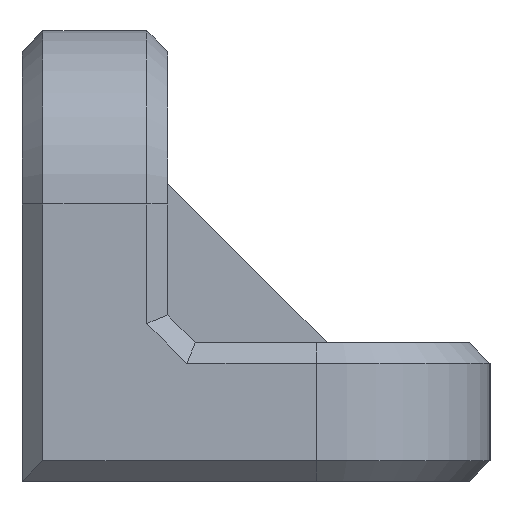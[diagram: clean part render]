
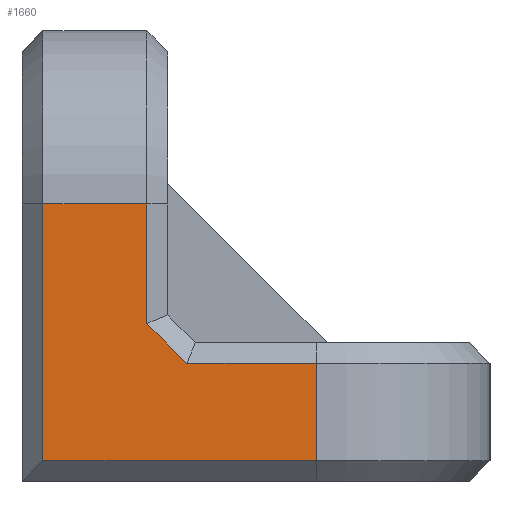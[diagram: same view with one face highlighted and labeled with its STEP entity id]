
A CAD part, left-side view. The second image highlights one B-rep face of the part: STEP entity #1660.
In plain terms, the highlighted planar face has unit normal (-1, 0, 0).
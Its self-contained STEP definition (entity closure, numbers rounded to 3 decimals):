
#292 = PLANE('',#293);
#293 = AXIS2_PLACEMENT_3D('',#294,#295,#296);
#294 = CARTESIAN_POINT('',(-21.7,-0.3,8.));
#295 = DIRECTION('',(-0.707,0.707,0.)
  );
#296 = DIRECTION('',(0.,0.,-1.));
#539 = VERTEX_POINT('',#540);
#540 = CARTESIAN_POINT('',(-22.,-0.6,8.));
#576 = CYLINDRICAL_SURFACE('',#577,5.);
#577 = AXIS2_PLACEMENT_3D('',#578,#579,#580);
#578 = CARTESIAN_POINT('',(-17.,-4.2,8.));
#579 = DIRECTION('',(0.,1.,0.));
#580 = DIRECTION('',(-1.,0.,0.));
#773 = PLANE('',#774);
#774 = AXIS2_PLACEMENT_3D('',#775,#776,#777);
#775 = CARTESIAN_POINT('',(-21.7,0.,0.3));
#776 = DIRECTION('',(-0.707,0.,-0.707)
  );
#777 = DIRECTION('',(0.,1.,0.));
#857 = VERTEX_POINT('',#858);
#858 = CARTESIAN_POINT('',(-22.,-0.6,0.6));
#879 = EDGE_CURVE('',#539,#857,#880,.T.);
#880 = SURFACE_CURVE('',#881,(#885,#892),.PCURVE_S1.);
#881 = LINE('',#882,#883);
#882 = CARTESIAN_POINT('',(-22.,-0.6,8.));
#883 = VECTOR('',#884,1.);
#884 = DIRECTION('',(0.,0.,-1.));
#885 = PCURVE('',#292,#886);
#886 = DEFINITIONAL_REPRESENTATION('',(#887),#891);
#887 = LINE('',#888,#889);
#888 = CARTESIAN_POINT('',(0.,0.424));
#889 = VECTOR('',#890,1.);
#890 = DIRECTION('',(1.,0.));
#891 = ( GEOMETRIC_REPRESENTATION_CONTEXT(2) 
PARAMETRIC_REPRESENTATION_CONTEXT() REPRESENTATION_CONTEXT('2D SPACE',''
  ) );
#892 = PCURVE('',#893,#898);
#893 = PLANE('',#894);
#894 = AXIS2_PLACEMENT_3D('',#895,#896,#897);
#895 = CARTESIAN_POINT('',(-22.,-5.171,4.921));
#896 = DIRECTION('',(-1.,0.,0.));
#897 = DIRECTION('',(0.,0.,-1.));
#898 = DEFINITIONAL_REPRESENTATION('',(#899),#903);
#899 = LINE('',#900,#901);
#900 = CARTESIAN_POINT('',(-3.079,-4.571));
#901 = VECTOR('',#902,1.);
#902 = DIRECTION('',(1.,0.));
#903 = ( GEOMETRIC_REPRESENTATION_CONTEXT(2) 
PARAMETRIC_REPRESENTATION_CONTEXT() REPRESENTATION_CONTEXT('2D SPACE',''
  ) );
#1264 = EDGE_CURVE('',#1265,#539,#1267,.T.);
#1265 = VERTEX_POINT('',#1266);
#1266 = CARTESIAN_POINT('',(-22.,-3.6,8.));
#1267 = SURFACE_CURVE('',#1268,(#1272,#1279),.PCURVE_S1.);
#1268 = LINE('',#1269,#1270);
#1269 = CARTESIAN_POINT('',(-22.,-4.2,8.));
#1270 = VECTOR('',#1271,1.);
#1271 = DIRECTION('',(0.,1.,0.));
#1272 = PCURVE('',#576,#1273);
#1273 = DEFINITIONAL_REPRESENTATION('',(#1274),#1278);
#1274 = LINE('',#1275,#1276);
#1275 = CARTESIAN_POINT('',(0.,0.));
#1276 = VECTOR('',#1277,1.);
#1277 = DIRECTION('',(0.,1.));
#1278 = ( GEOMETRIC_REPRESENTATION_CONTEXT(2) 
PARAMETRIC_REPRESENTATION_CONTEXT() REPRESENTATION_CONTEXT('2D SPACE',''
  ) );
#1279 = PCURVE('',#893,#1280);
#1280 = DEFINITIONAL_REPRESENTATION('',(#1281),#1285);
#1281 = LINE('',#1282,#1283);
#1282 = CARTESIAN_POINT('',(-3.079,-0.971));
#1283 = VECTOR('',#1284,1.);
#1284 = DIRECTION('',(0.,-1.));
#1285 = ( GEOMETRIC_REPRESENTATION_CONTEXT(2) 
PARAMETRIC_REPRESENTATION_CONTEXT() REPRESENTATION_CONTEXT('2D SPACE',''
  ) );
#1473 = VERTEX_POINT('',#1474);
#1474 = CARTESIAN_POINT('',(-22.,-8.5,0.6));
#1510 = CYLINDRICAL_SURFACE('',#1511,5.);
#1511 = AXIS2_PLACEMENT_3D('',#1512,#1513,#1514);
#1512 = CARTESIAN_POINT('',(-17.,-8.5,0.));
#1513 = DIRECTION('',(0.,0.,1.));
#1514 = DIRECTION('',(-1.,0.,0.));
#1528 = EDGE_CURVE('',#857,#1473,#1529,.T.);
#1529 = SURFACE_CURVE('',#1530,(#1534,#1541),.PCURVE_S1.);
#1530 = LINE('',#1531,#1532);
#1531 = CARTESIAN_POINT('',(-22.,0.,0.6));
#1532 = VECTOR('',#1533,1.);
#1533 = DIRECTION('',(0.,-1.,0.));
#1534 = PCURVE('',#773,#1535);
#1535 = DEFINITIONAL_REPRESENTATION('',(#1536),#1540);
#1536 = LINE('',#1537,#1538);
#1537 = CARTESIAN_POINT('',(0.,-0.424));
#1538 = VECTOR('',#1539,1.);
#1539 = DIRECTION('',(-1.,0.));
#1540 = ( GEOMETRIC_REPRESENTATION_CONTEXT(2) 
PARAMETRIC_REPRESENTATION_CONTEXT() REPRESENTATION_CONTEXT('2D SPACE',''
  ) );
#1541 = PCURVE('',#893,#1542);
#1542 = DEFINITIONAL_REPRESENTATION('',(#1543),#1547);
#1543 = LINE('',#1544,#1545);
#1544 = CARTESIAN_POINT('',(4.321,-5.171));
#1545 = VECTOR('',#1546,1.);
#1546 = DIRECTION('',(0.,1.));
#1547 = ( GEOMETRIC_REPRESENTATION_CONTEXT(2) 
PARAMETRIC_REPRESENTATION_CONTEXT() REPRESENTATION_CONTEXT('2D SPACE',''
  ) );
#1660 = ADVANCED_FACE('',(#1661),#893,.T.);
#1661 = FACE_BOUND('',#1662,.F.);
#1662 = EDGE_LOOP('',(#1663,#1686,#1687,#1688,#1689,#1717,#1745));
#1663 = ORIENTED_EDGE('',*,*,#1664,.F.);
#1664 = EDGE_CURVE('',#1473,#1665,#1667,.T.);
#1665 = VERTEX_POINT('',#1666);
#1666 = CARTESIAN_POINT('',(-22.,-8.5,3.4));
#1667 = SURFACE_CURVE('',#1668,(#1672,#1679),.PCURVE_S1.);
#1668 = LINE('',#1669,#1670);
#1669 = CARTESIAN_POINT('',(-22.,-8.5,0.));
#1670 = VECTOR('',#1671,1.);
#1671 = DIRECTION('',(0.,0.,1.));
#1672 = PCURVE('',#893,#1673);
#1673 = DEFINITIONAL_REPRESENTATION('',(#1674),#1678);
#1674 = LINE('',#1675,#1676);
#1675 = CARTESIAN_POINT('',(4.921,3.329));
#1676 = VECTOR('',#1677,1.);
#1677 = DIRECTION('',(-1.,0.));
#1678 = ( GEOMETRIC_REPRESENTATION_CONTEXT(2) 
PARAMETRIC_REPRESENTATION_CONTEXT() REPRESENTATION_CONTEXT('2D SPACE',''
  ) );
#1679 = PCURVE('',#1510,#1680);
#1680 = DEFINITIONAL_REPRESENTATION('',(#1681),#1685);
#1681 = LINE('',#1682,#1683);
#1682 = CARTESIAN_POINT('',(0.,0.));
#1683 = VECTOR('',#1684,1.);
#1684 = DIRECTION('',(0.,1.));
#1685 = ( GEOMETRIC_REPRESENTATION_CONTEXT(2) 
PARAMETRIC_REPRESENTATION_CONTEXT() REPRESENTATION_CONTEXT('2D SPACE',''
  ) );
#1686 = ORIENTED_EDGE('',*,*,#1528,.F.);
#1687 = ORIENTED_EDGE('',*,*,#879,.F.);
#1688 = ORIENTED_EDGE('',*,*,#1264,.F.);
#1689 = ORIENTED_EDGE('',*,*,#1690,.T.);
#1690 = EDGE_CURVE('',#1265,#1691,#1693,.T.);
#1691 = VERTEX_POINT('',#1692);
#1692 = CARTESIAN_POINT('',(-22.,-3.6,4.551));
#1693 = SURFACE_CURVE('',#1694,(#1698,#1705),.PCURVE_S1.);
#1694 = LINE('',#1695,#1696);
#1695 = CARTESIAN_POINT('',(-22.,-3.6,8.));
#1696 = VECTOR('',#1697,1.);
#1697 = DIRECTION('',(0.,0.,-1.));
#1698 = PCURVE('',#893,#1699);
#1699 = DEFINITIONAL_REPRESENTATION('',(#1700),#1704);
#1700 = LINE('',#1701,#1702);
#1701 = CARTESIAN_POINT('',(-3.079,-1.571));
#1702 = VECTOR('',#1703,1.);
#1703 = DIRECTION('',(1.,0.));
#1704 = ( GEOMETRIC_REPRESENTATION_CONTEXT(2) 
PARAMETRIC_REPRESENTATION_CONTEXT() REPRESENTATION_CONTEXT('2D SPACE',''
  ) );
#1705 = PCURVE('',#1706,#1711);
#1706 = PLANE('',#1707);
#1707 = AXIS2_PLACEMENT_3D('',#1708,#1709,#1710);
#1708 = CARTESIAN_POINT('',(-21.7,-3.9,8.));
#1709 = DIRECTION('',(-0.707,-0.707,0.
    ));
#1710 = DIRECTION('',(0.,0.,-1.));
#1711 = DEFINITIONAL_REPRESENTATION('',(#1712),#1716);
#1712 = LINE('',#1713,#1714);
#1713 = CARTESIAN_POINT('',(0.,-0.424));
#1714 = VECTOR('',#1715,1.);
#1715 = DIRECTION('',(1.,0.));
#1716 = ( GEOMETRIC_REPRESENTATION_CONTEXT(2) 
PARAMETRIC_REPRESENTATION_CONTEXT() REPRESENTATION_CONTEXT('2D SPACE',''
  ) );
#1717 = ORIENTED_EDGE('',*,*,#1718,.F.);
#1718 = EDGE_CURVE('',#1719,#1691,#1721,.T.);
#1719 = VERTEX_POINT('',#1720);
#1720 = CARTESIAN_POINT('',(-22.,-4.751,3.4));
#1721 = SURFACE_CURVE('',#1722,(#1726,#1733),.PCURVE_S1.);
#1722 = LINE('',#1723,#1724);
#1723 = CARTESIAN_POINT('',(-22.,-4.576,3.576));
#1724 = VECTOR('',#1725,1.);
#1725 = DIRECTION('',(0.,0.707,0.707)
  );
#1726 = PCURVE('',#893,#1727);
#1727 = DEFINITIONAL_REPRESENTATION('',(#1728),#1732);
#1728 = LINE('',#1729,#1730);
#1729 = CARTESIAN_POINT('',(1.345,-0.595));
#1730 = VECTOR('',#1731,1.);
#1731 = DIRECTION('',(-0.707,-0.707));
#1732 = ( GEOMETRIC_REPRESENTATION_CONTEXT(2) 
PARAMETRIC_REPRESENTATION_CONTEXT() REPRESENTATION_CONTEXT('2D SPACE',''
  ) );
#1733 = PCURVE('',#1734,#1739);
#1734 = PLANE('',#1735);
#1735 = AXIS2_PLACEMENT_3D('',#1736,#1737,#1738);
#1736 = CARTESIAN_POINT('',(-21.7,-4.788,3.788));
#1737 = DIRECTION('',(-0.707,-0.5,0.5));
#1738 = DIRECTION('',(0.,-0.707,-0.707
    ));
#1739 = DEFINITIONAL_REPRESENTATION('',(#1740),#1744);
#1740 = LINE('',#1741,#1742);
#1741 = CARTESIAN_POINT('',(0.,-0.424));
#1742 = VECTOR('',#1743,1.);
#1743 = DIRECTION('',(-1.,0.));
#1744 = ( GEOMETRIC_REPRESENTATION_CONTEXT(2) 
PARAMETRIC_REPRESENTATION_CONTEXT() REPRESENTATION_CONTEXT('2D SPACE',''
  ) );
#1745 = ORIENTED_EDGE('',*,*,#1746,.F.);
#1746 = EDGE_CURVE('',#1665,#1719,#1747,.T.);
#1747 = SURFACE_CURVE('',#1748,(#1752,#1759),.PCURVE_S1.);
#1748 = LINE('',#1749,#1750);
#1749 = CARTESIAN_POINT('',(-22.,-8.5,3.4));
#1750 = VECTOR('',#1751,1.);
#1751 = DIRECTION('',(0.,1.,0.));
#1752 = PCURVE('',#893,#1753);
#1753 = DEFINITIONAL_REPRESENTATION('',(#1754),#1758);
#1754 = LINE('',#1755,#1756);
#1755 = CARTESIAN_POINT('',(1.521,3.329));
#1756 = VECTOR('',#1757,1.);
#1757 = DIRECTION('',(0.,-1.));
#1758 = ( GEOMETRIC_REPRESENTATION_CONTEXT(2) 
PARAMETRIC_REPRESENTATION_CONTEXT() REPRESENTATION_CONTEXT('2D SPACE',''
  ) );
#1759 = PCURVE('',#1760,#1765);
#1760 = PLANE('',#1761);
#1761 = AXIS2_PLACEMENT_3D('',#1762,#1763,#1764);
#1762 = CARTESIAN_POINT('',(-21.7,-8.5,3.7));
#1763 = DIRECTION('',(-0.707,0.,0.707)
  );
#1764 = DIRECTION('',(0.,1.,0.));
#1765 = DEFINITIONAL_REPRESENTATION('',(#1766),#1770);
#1766 = LINE('',#1767,#1768);
#1767 = CARTESIAN_POINT('',(0.,0.424));
#1768 = VECTOR('',#1769,1.);
#1769 = DIRECTION('',(1.,0.));
#1770 = ( GEOMETRIC_REPRESENTATION_CONTEXT(2) 
PARAMETRIC_REPRESENTATION_CONTEXT() REPRESENTATION_CONTEXT('2D SPACE',''
  ) );
